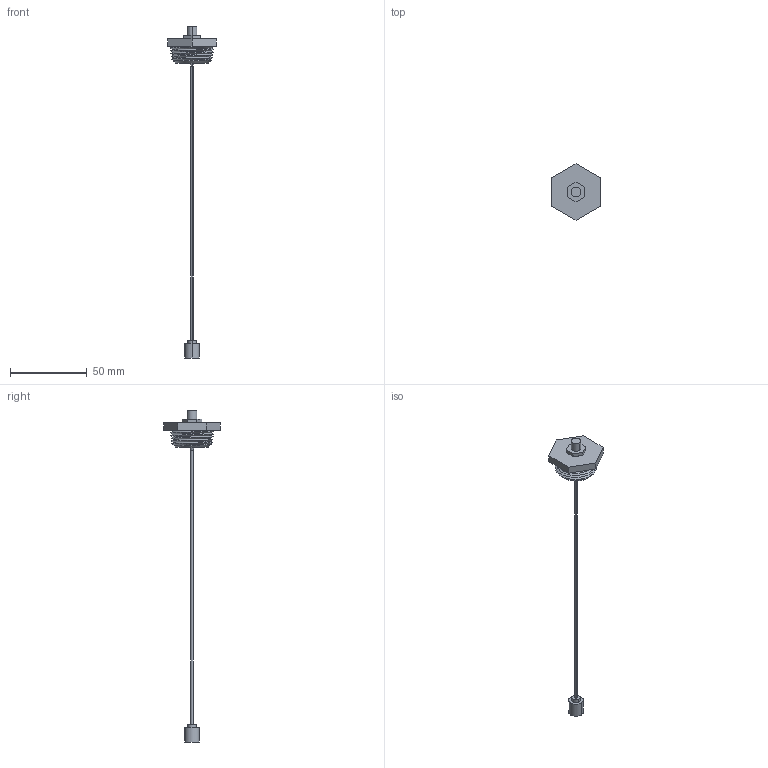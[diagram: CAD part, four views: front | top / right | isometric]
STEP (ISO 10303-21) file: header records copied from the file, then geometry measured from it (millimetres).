
FILE_DESCRIPTION((''),'2;1');
FILE_NAME('149934_ASM','2016-12-01T',('pdmadmin'),('BANNER ENGINEERING'),'CREO PARAMETRIC BY PTC INC, 2016260','CREO PARAMETRIC BY PTC INC, 2016260','');
FILE_SCHEMA(('CONFIG_CONTROL_DESIGN'));
Length unit declared in the file: inch
Products named in the file (6): 148913; 148913_WASHER; 148913_NUT; 148913_ASM; 147890; 149934_ASM
Assembly tree (5 placements, depth 3):
  149934_ASM
    148913_ASM
      148913
      148913_WASHER
      148913_NUT
    147890
Bounding box: 31.75 x 36.66 x 215.9 mm (x, y, z)
Volume: 10190.2 mm3; surface area: 6662.8 mm2
Topology: 4 solids, 5 shells, 72 faces, 165 edges, 107 vertices
Faces by surface type: plane 27, cylinder 24, cone 17, bspline 4
Entity records: 3761 total; most frequent: CARTESIAN_POINT 1964, DIRECTION 359, ORIENTED_EDGE 326, EDGE_CURVE 165, AXIS2_PLACEMENT_3D 139, VERTEX_POINT 107, EDGE_LOOP 84, VECTOR 81
